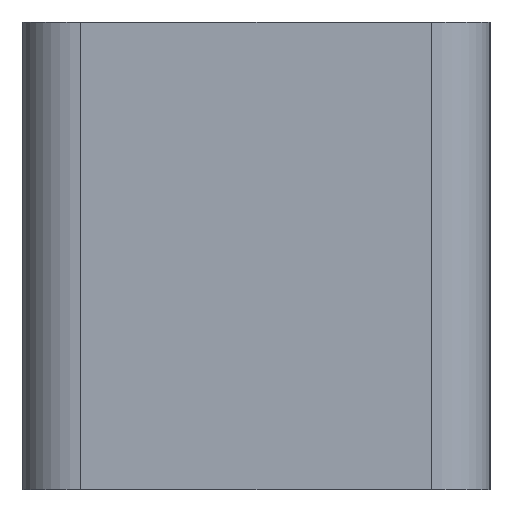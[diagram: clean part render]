
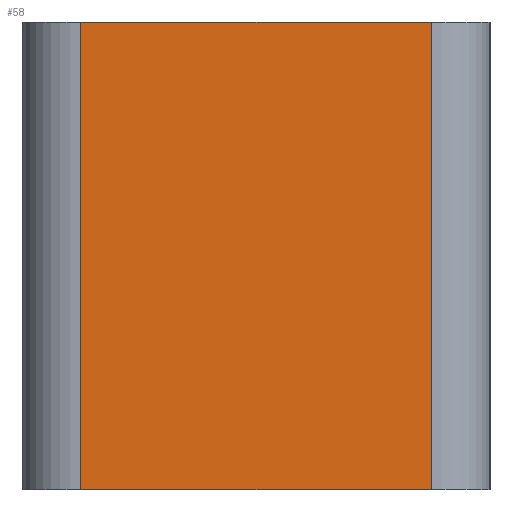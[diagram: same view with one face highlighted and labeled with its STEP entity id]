
A CAD part, left-side view. The second image highlights one B-rep face of the part: STEP entity #58.
In plain terms, the highlighted planar face has unit normal (-1, 0, 0).
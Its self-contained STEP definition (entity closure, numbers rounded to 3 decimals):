
#58=ADVANCED_FACE('',(#148),#150,.T.);
#148=FACE_BOUND('',#149,.T.);
#149=EDGE_LOOP('',(#264,#265,#266,#267));
#150=PLANE('',#151);
#151=AXIS2_PLACEMENT_3D('',#152,#153,#154);
#152=CARTESIAN_POINT('',(-16.,0.,-4.));
#153=DIRECTION('',(-1.,0.,0.));
#154=DIRECTION('',(0.,0.,1.));
#264=ORIENTED_EDGE('',*,*,#340,.F.);
#265=ORIENTED_EDGE('',*,*,#321,.T.);
#266=ORIENTED_EDGE('',*,*,#341,.F.);
#267=ORIENTED_EDGE('',*,*,#328,.F.);
#321=EDGE_CURVE('',#390,#388,#391,.T.);
#328=EDGE_CURVE('',#399,#401,#402,.T.);
#340=EDGE_CURVE('',#390,#399,#418,.T.);
#341=EDGE_CURVE('',#401,#388,#419,.T.);
#388=VERTEX_POINT('',#522);
#390=VERTEX_POINT('',#527);
#391=LINE('',#528,#529);
#399=VERTEX_POINT('',#550);
#401=VERTEX_POINT('',#555);
#402=LINE('',#556,#557);
#418=LINE('',#600,#601);
#419=LINE('',#603,#604);
#522=CARTESIAN_POINT('',(-16.,-4.,-4.));
#527=CARTESIAN_POINT('',(-16.,2.,-4.));
#528=CARTESIAN_POINT('',(-16.,2.,-4.));
#529=VECTOR('',#530,1.);
#530=DIRECTION('',(0.,-1.,0.));
#550=CARTESIAN_POINT('',(-16.,2.,4.));
#555=CARTESIAN_POINT('',(-16.,-4.,4.));
#556=CARTESIAN_POINT('',(-16.,2.,4.));
#557=VECTOR('',#558,1.);
#558=DIRECTION('',(0.,-1.,0.));
#600=CARTESIAN_POINT('',(-16.,2.,-4.));
#601=VECTOR('',#602,1.);
#602=DIRECTION('',(0.,0.,1.));
#603=CARTESIAN_POINT('',(-16.,-4.,4.));
#604=VECTOR('',#605,1.);
#605=DIRECTION('',(0.,0.,-1.));
